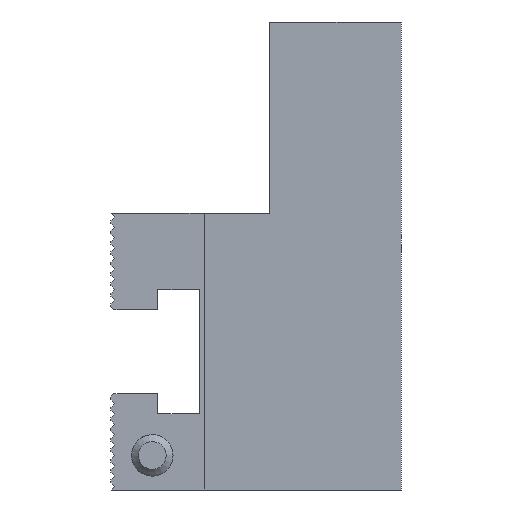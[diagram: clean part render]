
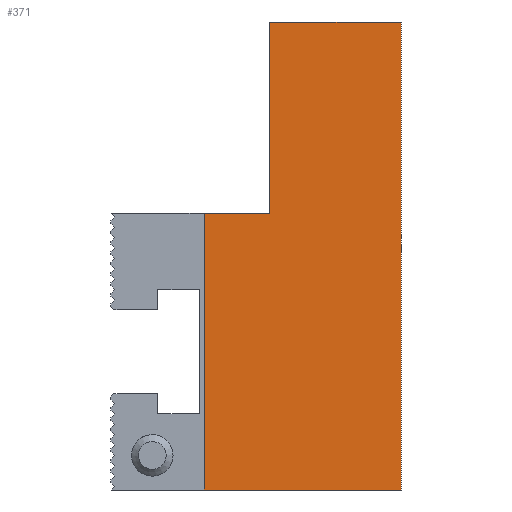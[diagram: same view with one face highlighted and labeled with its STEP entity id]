
A CAD part, front view. The second image highlights one B-rep face of the part: STEP entity #371.
In plain terms, the highlighted planar face has unit normal (0, -1, 0).
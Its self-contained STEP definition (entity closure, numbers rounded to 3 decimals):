
#162=FACE_OUTER_BOUND('',#944,.T.);
#371=ADVANCED_FACE('',(#162),#593,.F.);
#593=PLANE('',#4237);
#944=EDGE_LOOP('',(#1516,#1517,#1518,#1519,#1520,#1521));
#1516=ORIENTED_EDGE('',*,*,#2788,.F.);
#1517=ORIENTED_EDGE('',*,*,#2923,.T.);
#1518=ORIENTED_EDGE('',*,*,#2785,.F.);
#1519=ORIENTED_EDGE('',*,*,#2924,.T.);
#1520=ORIENTED_EDGE('',*,*,#2925,.F.);
#1521=ORIENTED_EDGE('',*,*,#2926,.T.);
#2390=VERTEX_POINT('',#5757);
#2393=VERTEX_POINT('',#5763);
#2396=VERTEX_POINT('',#5770);
#2397=VERTEX_POINT('',#5772);
#2464=VERTEX_POINT('',#6040);
#2465=VERTEX_POINT('',#6042);
#2785=EDGE_CURVE('',#2393,#2390,#3345,.T.);
#2788=EDGE_CURVE('',#2396,#2397,#3348,.T.);
#2923=EDGE_CURVE('',#2396,#2390,#3483,.T.);
#2924=EDGE_CURVE('',#2393,#2464,#3484,.T.);
#2925=EDGE_CURVE('',#2465,#2464,#3485,.T.);
#2926=EDGE_CURVE('',#2465,#2397,#3486,.T.);
#3345=LINE('',#5764,#3795);
#3348=LINE('',#5771,#3798);
#3483=LINE('',#6038,#3933);
#3484=LINE('',#6039,#3934);
#3485=LINE('',#6041,#3935);
#3486=LINE('',#6043,#3936);
#3795=VECTOR('',#4596,1.);
#3798=VECTOR('',#4601,1.);
#3933=VECTOR('',#4866,1.);
#3934=VECTOR('',#4867,1.);
#3935=VECTOR('',#4868,1.);
#3936=VECTOR('',#4869,1.);
#4237=AXIS2_PLACEMENT_3D('',#6044,#4870,#4871);
#4596=DIRECTION('',(-1.,0.,0.));
#4601=DIRECTION('',(1.,0.,0.));
#4866=DIRECTION('',(0.,0.,-1.));
#4867=DIRECTION('',(0.,0.,1.));
#4868=DIRECTION('',(1.,0.,0.));
#4869=DIRECTION('',(0.,0.,-1.));
#4870=DIRECTION('',(0.,1.,0.));
#4871=DIRECTION('',(1.,0.,0.));
#5757=CARTESIAN_POINT('',(13.125,-50.,-20.));
#5763=CARTESIAN_POINT('',(41.625,-50.,-20.));
#5764=CARTESIAN_POINT('',(22.625,-50.,-20.));
#5770=CARTESIAN_POINT('',(13.125,-50.,20.));
#5771=CARTESIAN_POINT('',(-0.325,-50.,20.));
#5772=CARTESIAN_POINT('',(22.625,-50.,20.));
#6038=CARTESIAN_POINT('',(13.125,-50.,30.));
#6039=CARTESIAN_POINT('',(41.625,-50.,47.7));
#6040=CARTESIAN_POINT('',(41.625,-50.,47.7));
#6041=CARTESIAN_POINT('',(22.625,-50.,47.7));
#6042=CARTESIAN_POINT('',(22.625,-50.,47.7));
#6043=CARTESIAN_POINT('',(22.625,-50.,47.7));
#6044=CARTESIAN_POINT('',(22.625,-50.,20.));
